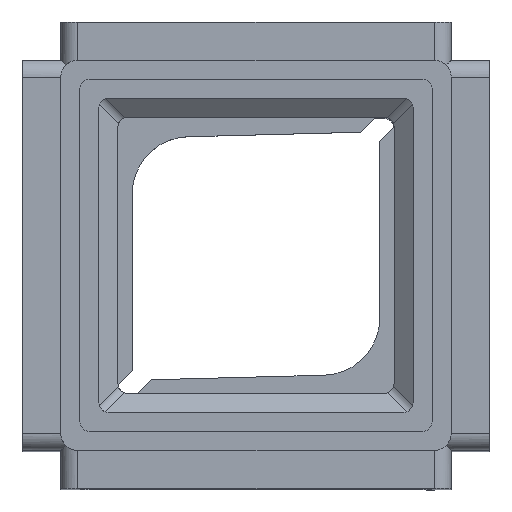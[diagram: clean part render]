
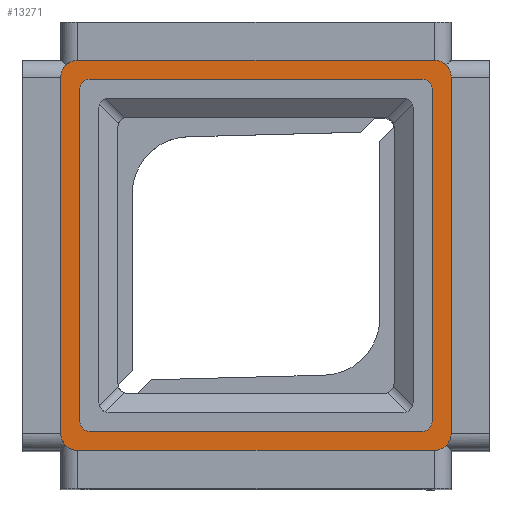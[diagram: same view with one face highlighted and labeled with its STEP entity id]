
A CAD part, top view. The second image highlights one B-rep face of the part: STEP entity #13271.
In plain terms, the highlighted planar face has unit normal (0, 0, 1).
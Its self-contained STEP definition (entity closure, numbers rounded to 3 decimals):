
#239 = EDGE_CURVE ( 'NONE', #25813, #17780, #9010, .T. ) ;
#515 = CARTESIAN_POINT ( 'NONE',  ( -10.25, 10.25, 12.25 ) ) ;
#841 = EDGE_CURVE ( 'NONE', #24513, #30781, #35785, .T. ) ;
#854 = CARTESIAN_POINT ( 'NONE',  ( 10.25, 10.25, 12.25 ) ) ;
#890 = CIRCLE ( 'NONE', #30936, 0.9 ) ;
#1524 = CARTESIAN_POINT ( 'NONE',  ( 9.35, 9.35, 12.25 ) ) ;
#1551 = CIRCLE ( 'NONE', #13887, 0.9 ) ;
#1589 = ORIENTED_EDGE ( 'NONE', *, *, #33409, .F. ) ;
#1826 = CARTESIAN_POINT ( 'NONE',  ( -10.25, -10.25, 12.25 ) ) ;
#1916 = EDGE_CURVE ( 'NONE', #18263, #5064, #890, .T. ) ;
#1978 = EDGE_LOOP ( 'NONE', ( #8352, #6505, #1589, #20333, #13977, #34024, #31576, #20685 ) ) ;
#2030 = DIRECTION ( 'NONE',  ( 0., 1., 0. ) ) ;
#2499 = EDGE_CURVE ( 'NONE', #21416, #6483, #22705, .T. ) ;
#2533 = VERTEX_POINT ( 'NONE', #23924 ) ;
#3097 = FACE_OUTER_BOUND ( 'NONE', #21141, .T. ) ;
#3181 = CARTESIAN_POINT ( 'NONE',  ( 9.35, 10.25, 12.25 ) ) ;
#3465 = DIRECTION ( 'NONE',  ( 1., 0., 0. ) ) ;
#3682 = CARTESIAN_POINT ( 'NONE',  ( 10.25, 9.35, 12.25 ) ) ;
#3981 = AXIS2_PLACEMENT_3D ( 'NONE', #12578, #23832, #15902 ) ;
#4372 = EDGE_CURVE ( 'NONE', #2533, #35413, #31065, .T. ) ;
#4839 = ORIENTED_EDGE ( 'NONE', *, *, #16922, .T. ) ;
#5064 = VERTEX_POINT ( 'NONE', #3682 ) ;
#5519 = CARTESIAN_POINT ( 'NONE',  ( 9.25, -8.75, 12.25 ) ) ;
#5632 = AXIS2_PLACEMENT_3D ( 'NONE', #18570, #21700, #35749 ) ;
#5693 = DIRECTION ( 'NONE',  ( 0., -1., 0. ) ) ;
#5967 = CARTESIAN_POINT ( 'NONE',  ( 9.35, -10.25, 12.25 ) ) ;
#6184 = VERTEX_POINT ( 'NONE', #18664 ) ;
#6483 = VERTEX_POINT ( 'NONE', #12720 ) ;
#6505 = ORIENTED_EDGE ( 'NONE', *, *, #2499, .T. ) ;
#7186 = CIRCLE ( 'NONE', #32521, 0.9 ) ;
#7261 = EDGE_CURVE ( 'NONE', #35388, #30781, #1551, .T. ) ;
#7498 = DIRECTION ( 'NONE',  ( 0., 0., -1. ) ) ;
#7621 = CARTESIAN_POINT ( 'NONE',  ( -10.25, -9.25, 12.25 ) ) ;
#8352 = ORIENTED_EDGE ( 'NONE', *, *, #14194, .F. ) ;
#8814 = LINE ( 'NONE', #25795, #12074 ) ;
#9010 = CIRCLE ( 'NONE', #13712, 0.5 ) ;
#9190 = DIRECTION ( 'NONE',  ( -1., 0., 0. ) ) ;
#9462 = VECTOR ( 'NONE', #21159, 1000. ) ;
#9864 = LINE ( 'NONE', #854, #31898 ) ;
#9904 = LINE ( 'NONE', #15629, #9462 ) ;
#11025 = LINE ( 'NONE', #32827, #11831 ) ;
#11339 = DIRECTION ( 'NONE',  ( 0., 0., -1. ) ) ;
#11831 = VECTOR ( 'NONE', #19326, 1000. ) ;
#12074 = VECTOR ( 'NONE', #9190, 1000. ) ;
#12120 = CARTESIAN_POINT ( 'NONE',  ( 0., 0., 12.25 ) ) ;
#12578 = CARTESIAN_POINT ( 'NONE',  ( -8.75, -8.75, 12.25 ) ) ;
#12720 = CARTESIAN_POINT ( 'NONE',  ( 8.75, -9.25, 12.25 ) ) ;
#13150 = LINE ( 'NONE', #7621, #17808 ) ;
#13271 = ADVANCED_FACE ( 'NONE', ( #3097, #31500 ), #17462, .T. ) ;
#13690 = CIRCLE ( 'NONE', #24879, 0.5 ) ;
#13712 = AXIS2_PLACEMENT_3D ( 'NONE', #25186, #11339, #36460 ) ;
#13887 = AXIS2_PLACEMENT_3D ( 'NONE', #15043, #17606, #20198 ) ;
#13977 = ORIENTED_EDGE ( 'NONE', *, *, #31162, .F. ) ;
#14003 = DIRECTION ( 'NONE',  ( -1., 0., 0. ) ) ;
#14194 = EDGE_CURVE ( 'NONE', #21416, #17631, #27843, .T. ) ;
#14360 = CARTESIAN_POINT ( 'NONE',  ( -9.35, -9.35, 12.25 ) ) ;
#15043 = CARTESIAN_POINT ( 'NONE',  ( 9.35, -9.35, 12.25 ) ) ;
#15505 = EDGE_CURVE ( 'NONE', #24513, #6184, #7186, .T. ) ;
#15629 = CARTESIAN_POINT ( 'NONE',  ( -9.25, 10.25, 12.25 ) ) ;
#15902 = DIRECTION ( 'NONE',  ( 1., 0., 0. ) ) ;
#16922 = EDGE_CURVE ( 'NONE', #35388, #5064, #11025, .T. ) ;
#17462 = PLANE ( 'NONE',  #26588 ) ;
#17470 = LINE ( 'NONE', #515, #26128 ) ;
#17606 = DIRECTION ( 'NONE',  ( 0., 0., -1. ) ) ;
#17631 = VERTEX_POINT ( 'NONE', #17857 ) ;
#17780 = VERTEX_POINT ( 'NONE', #18592 ) ;
#17808 = VECTOR ( 'NONE', #35495, 1000. ) ;
#17857 = CARTESIAN_POINT ( 'NONE',  ( 9.25, 8.75, 12.25 ) ) ;
#18263 = VERTEX_POINT ( 'NONE', #3181 ) ;
#18456 = VECTOR ( 'NONE', #36136, 1000. ) ;
#18570 = CARTESIAN_POINT ( 'NONE',  ( 8.75, -8.75, 12.25 ) ) ;
#18592 = CARTESIAN_POINT ( 'NONE',  ( -8.75, 9.25, 12.25 ) ) ;
#18664 = CARTESIAN_POINT ( 'NONE',  ( -10.25, -9.35, 12.25 ) ) ;
#18730 = DIRECTION ( 'NONE',  ( 1., 0., 0. ) ) ;
#19266 = ORIENTED_EDGE ( 'NONE', *, *, #15505, .F. ) ;
#19288 = CARTESIAN_POINT ( 'NONE',  ( 8.75, 8.75, 12.25 ) ) ;
#19326 = DIRECTION ( 'NONE',  ( 0., 1., 0. ) ) ;
#19370 = EDGE_CURVE ( 'NONE', #24169, #17631, #13690, .T. ) ;
#19662 = VERTEX_POINT ( 'NONE', #30134 ) ;
#20125 = ORIENTED_EDGE ( 'NONE', *, *, #26122, .F. ) ;
#20198 = DIRECTION ( 'NONE',  ( -1., 0., 0. ) ) ;
#20214 = CARTESIAN_POINT ( 'NONE',  ( -9.35, 9.35, 12.25 ) ) ;
#20225 = EDGE_CURVE ( 'NONE', #19662, #6184, #17470, .T. ) ;
#20333 = ORIENTED_EDGE ( 'NONE', *, *, #4372, .T. ) ;
#20666 = VECTOR ( 'NONE', #2030, 1000. ) ;
#20685 = ORIENTED_EDGE ( 'NONE', *, *, #19370, .T. ) ;
#20824 = AXIS2_PLACEMENT_3D ( 'NONE', #20214, #33721, #22813 ) ;
#20829 = CARTESIAN_POINT ( 'NONE',  ( -9.25, -8.75, 12.25 ) ) ;
#21060 = ORIENTED_EDGE ( 'NONE', *, *, #841, .T. ) ;
#21141 = EDGE_LOOP ( 'NONE', ( #35561, #20125, #32715, #19266, #21060, #23786, #4839, #31408 ) ) ;
#21159 = DIRECTION ( 'NONE',  ( 0., -1., 0. ) ) ;
#21416 = VERTEX_POINT ( 'NONE', #5519 ) ;
#21454 = EDGE_CURVE ( 'NONE', #24169, #17780, #8814, .T. ) ;
#21700 = DIRECTION ( 'NONE',  ( 0., 0., -1. ) ) ;
#22705 = CIRCLE ( 'NONE', #5632, 0.5 ) ;
#22813 = DIRECTION ( 'NONE',  ( -1., 0., 0. ) ) ;
#23786 = ORIENTED_EDGE ( 'NONE', *, *, #7261, .F. ) ;
#23832 = DIRECTION ( 'NONE',  ( 0., 0., -1. ) ) ;
#23924 = CARTESIAN_POINT ( 'NONE',  ( -8.75, -9.25, 12.25 ) ) ;
#23961 = CARTESIAN_POINT ( 'NONE',  ( 10.25, -9.35, 12.25 ) ) ;
#24010 = DIRECTION ( 'NONE',  ( 0., 0., -1. ) ) ;
#24169 = VERTEX_POINT ( 'NONE', #34453 ) ;
#24325 = CARTESIAN_POINT ( 'NONE',  ( 9.25, -10.25, 12.25 ) ) ;
#24513 = VERTEX_POINT ( 'NONE', #25525 ) ;
#24879 = AXIS2_PLACEMENT_3D ( 'NONE', #19288, #7498, #18730 ) ;
#25186 = CARTESIAN_POINT ( 'NONE',  ( -8.75, 8.75, 12.25 ) ) ;
#25525 = CARTESIAN_POINT ( 'NONE',  ( -9.35, -10.25, 12.25 ) ) ;
#25795 = CARTESIAN_POINT ( 'NONE',  ( 10.25, 9.25, 12.25 ) ) ;
#25813 = VERTEX_POINT ( 'NONE', #34544 ) ;
#26122 = EDGE_CURVE ( 'NONE', #19662, #27145, #26724, .T. ) ;
#26127 = DIRECTION ( 'NONE',  ( 0., 0., 1. ) ) ;
#26128 = VECTOR ( 'NONE', #5693, 1000. ) ;
#26588 = AXIS2_PLACEMENT_3D ( 'NONE', #12120, #26127, #3465 ) ;
#26724 = CIRCLE ( 'NONE', #20824, 0.9 ) ;
#27145 = VERTEX_POINT ( 'NONE', #32671 ) ;
#27330 = DIRECTION ( 'NONE',  ( -1., 0., 0. ) ) ;
#27843 = LINE ( 'NONE', #24325, #20666 ) ;
#28043 = DIRECTION ( 'NONE',  ( 0., 0., -1. ) ) ;
#30134 = CARTESIAN_POINT ( 'NONE',  ( -10.25, 9.35, 12.25 ) ) ;
#30781 = VERTEX_POINT ( 'NONE', #5967 ) ;
#30936 = AXIS2_PLACEMENT_3D ( 'NONE', #1524, #24010, #27330 ) ;
#31065 = CIRCLE ( 'NONE', #3981, 0.5 ) ;
#31162 = EDGE_CURVE ( 'NONE', #25813, #35413, #9904, .T. ) ;
#31408 = ORIENTED_EDGE ( 'NONE', *, *, #1916, .F. ) ;
#31500 = FACE_BOUND ( 'NONE', #1978, .T. ) ;
#31576 = ORIENTED_EDGE ( 'NONE', *, *, #21454, .F. ) ;
#31646 = EDGE_CURVE ( 'NONE', #18263, #27145, #9864, .T. ) ;
#31898 = VECTOR ( 'NONE', #34439, 1000. ) ;
#32521 = AXIS2_PLACEMENT_3D ( 'NONE', #14360, #28043, #14003 ) ;
#32671 = CARTESIAN_POINT ( 'NONE',  ( -9.35, 10.25, 12.25 ) ) ;
#32715 = ORIENTED_EDGE ( 'NONE', *, *, #20225, .T. ) ;
#32827 = CARTESIAN_POINT ( 'NONE',  ( 10.25, -10.25, 12.25 ) ) ;
#33409 = EDGE_CURVE ( 'NONE', #2533, #6483, #13150, .T. ) ;
#33721 = DIRECTION ( 'NONE',  ( 0., 0., -1. ) ) ;
#34024 = ORIENTED_EDGE ( 'NONE', *, *, #239, .T. ) ;
#34439 = DIRECTION ( 'NONE',  ( -1., 0., 0. ) ) ;
#34453 = CARTESIAN_POINT ( 'NONE',  ( 8.75, 9.25, 12.25 ) ) ;
#34544 = CARTESIAN_POINT ( 'NONE',  ( -9.25, 8.75, 12.25 ) ) ;
#35388 = VERTEX_POINT ( 'NONE', #23961 ) ;
#35413 = VERTEX_POINT ( 'NONE', #20829 ) ;
#35495 = DIRECTION ( 'NONE',  ( 1., 0., 0. ) ) ;
#35561 = ORIENTED_EDGE ( 'NONE', *, *, #31646, .T. ) ;
#35749 = DIRECTION ( 'NONE',  ( 1., 0., 0. ) ) ;
#35785 = LINE ( 'NONE', #1826, #18456 ) ;
#36136 = DIRECTION ( 'NONE',  ( 1., 0., 0. ) ) ;
#36460 = DIRECTION ( 'NONE',  ( 1., 0., 0. ) ) ;
